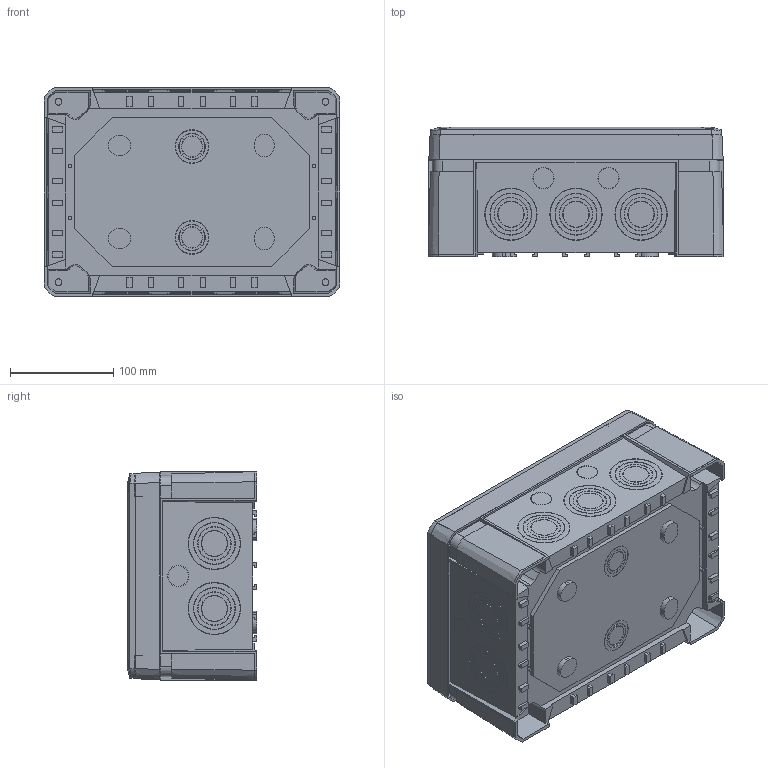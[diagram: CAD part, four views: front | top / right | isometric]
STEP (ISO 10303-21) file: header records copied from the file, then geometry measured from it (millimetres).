
FILE_DESCRIPTION (( 'STEP AP214' ), '1' );
FILE_NAME ('2005318.STP', '2020-12-03T11:59:58', ( '' ), ( '' ), 'SwSTEP 2.0', 'SolidWorks 2020', '' );
FILE_SCHEMA (( 'AUTOMOTIVE_DESIGN' ));
Length unit declared in the file: millimetre
Products named in the file (13): 076460_SJB935BC-10AB™-M25-40-50; 115786_Standard; 113245_Standard; 092861_S-935; 087700_Standard; 116133_55; P_0000011441_1_Standard; 2005318; 091280_Standard; ED170-04-02_Standard; 018602_ISO 7049 - 3,5 x 9,5 F-Z; 133111; 050559_Standard
Assembly tree (25 placements, depth 3):
  2005318
    076460_SJB935BC-10AB™-M25-40-50
    113245_Standard
      050559_Standard
      P_0000011441_1_Standard
    087700_Standard  x4
    ED170-04-02_Standard  x4
    092861_S-935
    091280_Standard  x2
    018602_ISO 7049 - 3,5 x 9,5 F-Z  x4
    116133_55  x4
    133111
    115786_Standard
Bounding box: 286.3 x 125.41 x 202.2 mm (x, y, z)
Volume: 1109227.3 mm3; surface area: 630614.5 mm2
Topology: 24 solids, 24 shells, 1827 faces, 4380 edges, 2760 vertices
Faces by surface type: plane 987, cylinder 428, cone 228, torus 156, bspline 20, sphere 8
Entity records: 44630 total; most frequent: CARTESIAN_POINT 8663, DIRECTION 7635, ORIENTED_EDGE 7004, EDGE_CURVE 3502, AXIS2_PLACEMENT_3D 2778, VERTEX_POINT 2202, VECTOR 2079, LINE 2079
